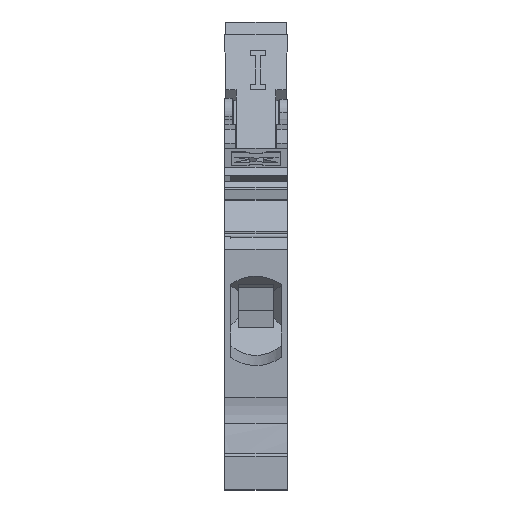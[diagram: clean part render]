
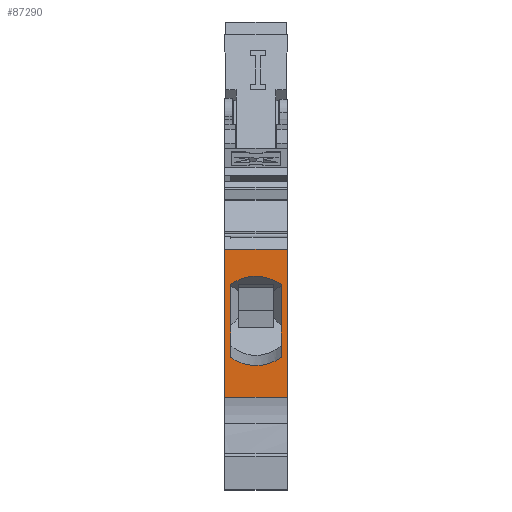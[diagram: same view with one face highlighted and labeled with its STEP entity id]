
A CAD part, front view. The second image highlights one B-rep face of the part: STEP entity #87290.
In plain terms, the highlighted face is planar.
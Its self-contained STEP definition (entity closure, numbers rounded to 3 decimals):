
#5650=CARTESIAN_POINT('',(-58.053,80.329,
-60.97));
#5660=VERTEX_POINT('',#5650);
#5690=CARTESIAN_POINT('',(-58.053,91.757,
-60.97));
#5700=DIRECTION('',(0.,1.,0.));
#5710=VECTOR('',#5700,1.);
#5720=LINE('',#5690,#5710);
#5730=CARTESIAN_POINT('',(-58.053,61.114,
-60.97));
#5740=VERTEX_POINT('',#5730);
#5750=EDGE_CURVE('',#5740,#5660,#5720,.T.);
#12540=CARTESIAN_POINT('',(-58.053,61.114,
-52.82));
#12550=VERTEX_POINT('',#12540);
#12580=CARTESIAN_POINT('',(-58.053,66.114,
-52.82));
#12590=DIRECTION('',(0.,-1.,0.));
#12600=VECTOR('',#12590,1.);
#12610=LINE('',#12580,#12600);
#12620=CARTESIAN_POINT('',(-58.053,80.329,
-52.82));
#12630=VERTEX_POINT('',#12620);
#12640=EDGE_CURVE('',#12630,#12550,#12610,.T.);
#86720=CARTESIAN_POINT('',(-58.053,62.614,
-52.82));
#86730=DIRECTION('',(1.,0.,0.));
#86740=DIRECTION('',(0.,-1.,0.));
#86750=AXIS2_PLACEMENT_3D('',#86720,#86730,#86740);
#86760=PLANE('',#86750);
#86770=CARTESIAN_POINT('',(-58.053,71.141,
-56.895));
#86780=DIRECTION('',(1.,0.,0.));
#86790=DIRECTION('',(0.,-1.,0.));
#86800=AXIS2_PLACEMENT_3D('',#86770,#86780,#86790);
#86810=ELLIPSE('',#86800,5.686,5.6);
#86820=CARTESIAN_POINT('',(-58.053,75.753,
-60.17));
#86830=VERTEX_POINT('',#86820);
#86840=CARTESIAN_POINT('',(-58.053,75.753,
-53.62));
#86850=VERTEX_POINT('',#86840);
#86860=EDGE_CURVE('',#86830,#86850,#86810,.T.);
#86870=ORIENTED_EDGE('',*,*,#86860,.T.);
#86880=CARTESIAN_POINT('',(-58.053,66.114,
-60.17));
#86890=DIRECTION('',(0.,1.,0.));
#86900=VECTOR('',#86890,1.);
#86910=LINE('',#86880,#86900);
#86920=CARTESIAN_POINT('',(-58.053,66.325,
-60.17));
#86930=VERTEX_POINT('',#86920);
#86940=EDGE_CURVE('',#86930,#86830,#86910,.T.);
#86950=ORIENTED_EDGE('',*,*,#86940,.T.);
#86960=CARTESIAN_POINT('',(-58.053,70.938,
-56.895));
#86970=DIRECTION('',(1.,0.,0.));
#86980=DIRECTION('',(0.,-1.,0.));
#86990=AXIS2_PLACEMENT_3D('',#86960,#86970,#86980);
#87000=ELLIPSE('',#86990,5.686,5.6);
#87010=CARTESIAN_POINT('',(-58.053,66.325,
-53.62));
#87020=VERTEX_POINT('',#87010);
#87030=EDGE_CURVE('',#87020,#86930,#87000,.T.);
#87040=ORIENTED_EDGE('',*,*,#87030,.T.);
#87050=CARTESIAN_POINT('',(-58.053,66.114,
-53.62));
#87060=DIRECTION('',(0.,1.,0.));
#87070=VECTOR('',#87060,1.);
#87080=LINE('',#87050,#87070);
#87090=EDGE_CURVE('',#87020,#86850,#87080,.T.);
#87100=ORIENTED_EDGE('',*,*,#87090,.F.);
#87110=EDGE_LOOP('',(#87100,#87040,#86950,#86870));
#87120=FACE_BOUND('',#87110,.T.);
#87130=CARTESIAN_POINT('',(-58.053,61.114,
-52.82));
#87140=DIRECTION('',(0.,0.,1.));
#87150=VECTOR('',#87140,1.);
#87160=LINE('',#87130,#87150);
#87170=EDGE_CURVE('',#5740,#12550,#87160,.T.);
#87180=ORIENTED_EDGE('',*,*,#87170,.T.);
#87190=ORIENTED_EDGE('',*,*,#5750,.F.);
#87200=CARTESIAN_POINT('',(-58.053,80.329,
-52.82));
#87210=DIRECTION('',(0.,0.,1.));
#87220=VECTOR('',#87210,1.);
#87230=LINE('',#87200,#87220);
#87240=EDGE_CURVE('',#5660,#12630,#87230,.T.);
#87250=ORIENTED_EDGE('',*,*,#87240,.F.);
#87260=ORIENTED_EDGE('',*,*,#12640,.F.);
#87270=EDGE_LOOP('',(#87260,#87250,#87190,#87180));
#87280=FACE_OUTER_BOUND('',#87270,.T.);
#87290=ADVANCED_FACE('',(#87120,#87280),#86760,.F.);
